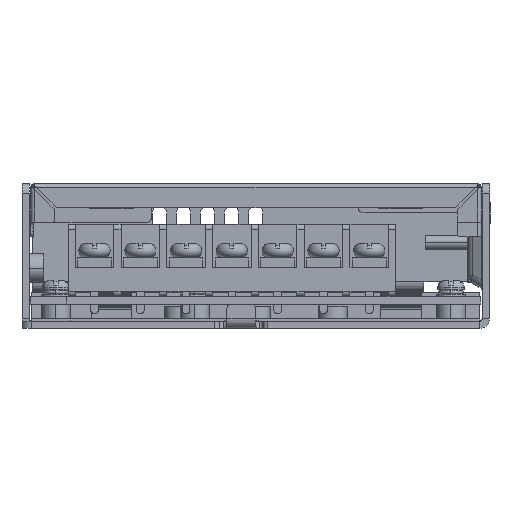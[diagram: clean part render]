
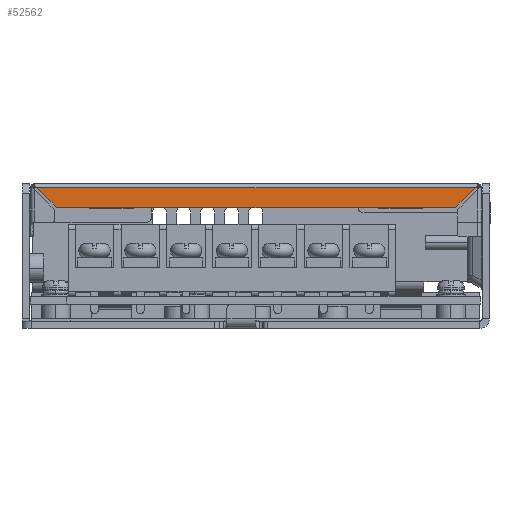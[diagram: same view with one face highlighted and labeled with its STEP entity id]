
A CAD part, front view. The second image highlights one B-rep face of the part: STEP entity #52562.
In plain terms, the highlighted planar face has unit normal (0, -1, 0).
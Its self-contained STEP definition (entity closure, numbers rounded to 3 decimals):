
#26592=CARTESIAN_POINT('',(45.526,-56.988,8.2));
#33183=CARTESIAN_POINT('',(41.119,-56.988,4.5));
#33184=DIRECTION('',(0.,-1.,0.));
#33185=DIRECTION('',(0.,0.,-1.));
#33186=AXIS2_PLACEMENT_3D('',#33183,#33184,#33185);
#33188=CARTESIAN_POINT('',(-41.119,-56.988,4.5));
#33189=DIRECTION('',(0.,-1.,0.));
#33190=DIRECTION('',(-0.707,0.,-0.707));
#33191=AXIS2_PLACEMENT_3D('',#33188,#33189,#33190);
#33193=DIRECTION('',(-0.707,0.,0.707));
#33194=VECTOR('',#33193,5.733);
#33195=CARTESIAN_POINT('',(-41.472,-56.988,4.146));
#33196=LINE('',#33195,#33194);
#33197=DIRECTION('',(-1.,0.,0.));
#33198=VECTOR('',#33197,91.051);
#33199=CARTESIAN_POINT('',(45.526,-56.988,8.2));
#33200=LINE('',#33199,#33198);
#33201=DIRECTION('',(0.707,0.,0.707));
#33202=VECTOR('',#33201,5.733);
#33203=CARTESIAN_POINT('',(41.472,-56.988,4.146));
#33204=LINE('',#33203,#33202);
#33217=DIRECTION('',(-1.,0.,0.));
#33218=VECTOR('',#33217,82.237);
#33219=CARTESIAN_POINT('',(41.119,-56.988,4.));
#33220=LINE('',#33219,#33218);
#43995=VERTEX_POINT('',#26592);
#43996=CARTESIAN_POINT('',(-45.526,-56.988,8.2));
#43997=VERTEX_POINT('',#43996);
#44026=CARTESIAN_POINT('',(41.119,-56.988,4.));
#44027=CARTESIAN_POINT('',(41.472,-56.988,4.146));
#44028=VERTEX_POINT('',#44026);
#44029=VERTEX_POINT('',#44027);
#44050=CARTESIAN_POINT('',(-41.472,-56.988,4.146));
#44051=CARTESIAN_POINT('',(-41.119,-56.988,4.));
#44052=VERTEX_POINT('',#44050);
#44053=VERTEX_POINT('',#44051);
#52545=CARTESIAN_POINT('',(45.95,-56.988,8.2));
#52546=DIRECTION('',(0.,1.,0.));
#52547=DIRECTION('',(0.,0.,-1.));
#52548=AXIS2_PLACEMENT_3D('',#52545,#52546,#52547);
#52549=PLANE('',#52548);
#52550=ORIENTED_EDGE('',*,*,#52535,.F.);
#52552=ORIENTED_EDGE('',*,*,#52551,.T.);
#52554=ORIENTED_EDGE('',*,*,#52553,.F.);
#52556=ORIENTED_EDGE('',*,*,#52555,.T.);
#52557=ORIENTED_EDGE('',*,*,#47694,.F.);
#52559=ORIENTED_EDGE('',*,*,#52558,.F.);
#52560=EDGE_LOOP('',(#52550,#52552,#52554,#52556,#52557,#52559));
#52561=FACE_OUTER_BOUND('',#52560,.F.);
#33187=CIRCLE('',#33186,0.5);
#33192=CIRCLE('',#33191,0.5);
#47694=EDGE_CURVE('',#43995,#43997,#33200,.T.);
#52535=EDGE_CURVE('',#44028,#44029,#33187,.T.);
#52551=EDGE_CURVE('',#44028,#44053,#33220,.T.);
#52553=EDGE_CURVE('',#44052,#44053,#33192,.T.);
#52555=EDGE_CURVE('',#44052,#43997,#33196,.T.);
#52558=EDGE_CURVE('',#44029,#43995,#33204,.T.);
#52562=ADVANCED_FACE('',(#52561),#52549,.F.);
